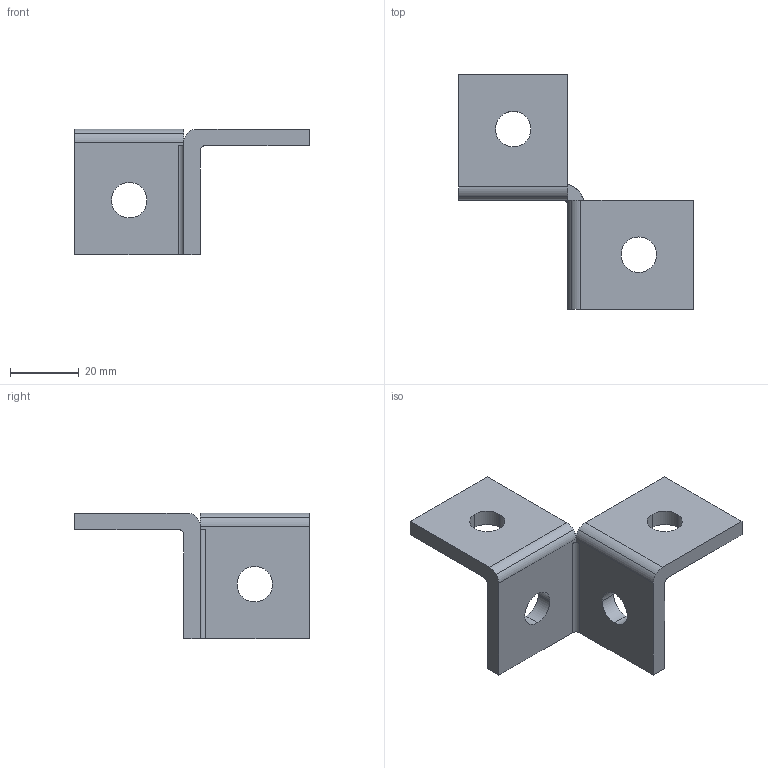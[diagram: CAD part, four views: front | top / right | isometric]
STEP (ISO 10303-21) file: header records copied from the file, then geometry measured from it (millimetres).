
FILE_DESCRIPTION(('TurboCAD Mac Pro'),'Build 980');
FILE_NAME('A2223.stp',' ',(''),(''),'ACIS Interop','IMSI','TurboCAD Mac Pro BY IMSI, INCORPORATED');
FILE_SCHEMA(('automotive_design'));
Length unit declared in the file: inch
Products named in the file (1): 1
Bounding box: 68.26 x 68.26 x 36.51 mm (x, y, z)
Volume: 19347 mm3; surface area: 10288.6 mm2
Topology: 1 solids, 1 shells, 45 faces, 123 edges, 80 vertices
Faces by surface type: bspline 20, plane 17, cylinder 8
Entity records: 2259 total; most frequent: CARTESIAN_POINT 849, ORIENTED_EDGE 248, DIRECTION 147, EDGE_CURVE 123, VERTEX_POINT 80, LINE 63, VECTOR 63, EDGE_LOOP 53
